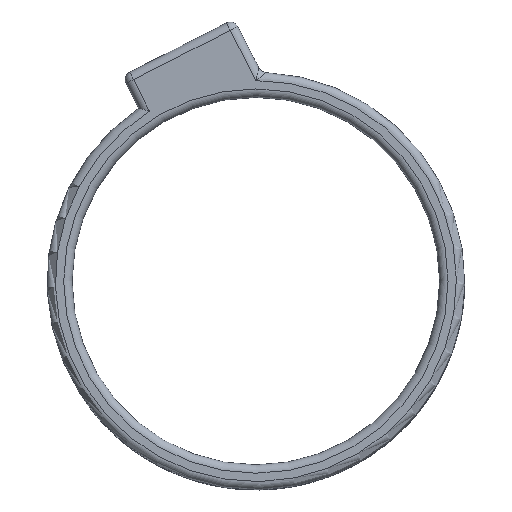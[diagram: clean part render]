
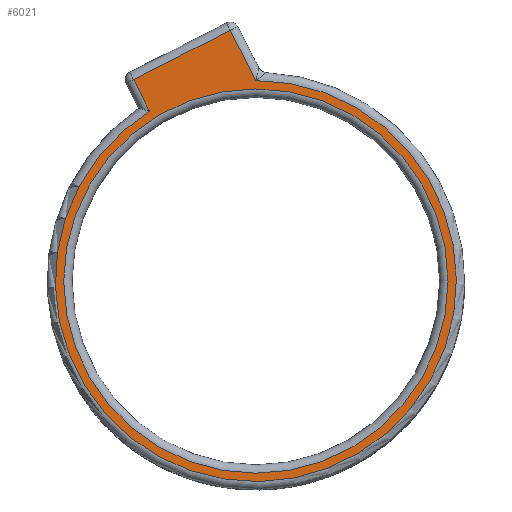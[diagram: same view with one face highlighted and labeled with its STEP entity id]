
A CAD part, top view. The second image highlights one B-rep face of the part: STEP entity #6021.
In plain terms, the highlighted planar face has unit normal (0, 0, 1).
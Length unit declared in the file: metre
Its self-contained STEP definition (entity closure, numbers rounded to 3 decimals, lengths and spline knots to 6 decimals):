
#143=PLANE('',#6502);
#441=CIRCLE('',#6503,0.023);
#442=CIRCLE('',#6504,0.024);
#598=LINE('',#9180,#1024);
#599=LINE('',#9183,#1025);
#600=LINE('',#9185,#1026);
#1024=VECTOR('',#7161,1.);
#1025=VECTOR('',#7162,1.);
#1026=VECTOR('',#7163,1.);
#1671=ORIENTED_EDGE('',*,*,#3561,.T.);
#1672=ORIENTED_EDGE('',*,*,#3562,.T.);
#1673=ORIENTED_EDGE('',*,*,#3563,.T.);
#1674=ORIENTED_EDGE('',*,*,#3564,.T.);
#1675=ORIENTED_EDGE('',*,*,#3565,.T.);
#3561=EDGE_CURVE('',#4506,#4506,#441,.F.);
#3562=EDGE_CURVE('',#4507,#4508,#598,.T.);
#3563=EDGE_CURVE('',#4508,#4509,#599,.T.);
#3564=EDGE_CURVE('',#4509,#4510,#600,.F.);
#3565=EDGE_CURVE('',#4510,#4507,#442,.T.);
#4506=VERTEX_POINT('',#9179);
#4507=VERTEX_POINT('',#9181);
#4508=VERTEX_POINT('',#9182);
#4509=VERTEX_POINT('',#9184);
#4510=VERTEX_POINT('',#9186);
#5183=EDGE_LOOP('',(#1671));
#5184=EDGE_LOOP('',(#1672,#1673,#1674,#1675));
#5578=FACE_BOUND('',#5183,.T.);
#5579=FACE_BOUND('',#5184,.T.);
#6021=ADVANCED_FACE('',(#5578,#5579),#143,.T.);
#6502=AXIS2_PLACEMENT_3D('',#9177,#7157,#7158);
#6503=AXIS2_PLACEMENT_3D('',#9178,#7159,#7160);
#6504=AXIS2_PLACEMENT_3D('',#9187,#7164,#7165);
#7157=DIRECTION('',(0.,0.,1.));
#7158=DIRECTION('',(1.,0.,0.));
#7159=DIRECTION('',(0.,0.,1.));
#7160=DIRECTION('',(1.,0.,0.));
#7161=DIRECTION('',(-0.454,0.891,0.));
#7162=DIRECTION('',(-0.891,-0.454,0.));
#7163=DIRECTION('',(-0.454,0.891,0.));
#7164=DIRECTION('',(0.,0.,1.));
#7165=DIRECTION('',(1.,0.,0.));
#9177=CARTESIAN_POINT('',(0.,0.,0.0035));
#9178=CARTESIAN_POINT('',(0.,0.,0.0035));
#9179=CARTESIAN_POINT('',(0.023,0.,0.0035));
#9180=CARTESIAN_POINT('',(-0.003518,0.030905,0.0035));
#9181=CARTESIAN_POINT('',(0.,0.024,0.0035));
#9182=CARTESIAN_POINT('',(-0.003064,0.030014,0.0035));
#9183=CARTESIAN_POINT('',(-0.015539,0.023658,0.0035));
#9184=CARTESIAN_POINT('',(-0.014648,0.024112,0.0035));
#9185=CARTESIAN_POINT('',(-0.013137,0.021147,0.0035));
#9186=CARTESIAN_POINT('',(-0.012729,0.020347,0.0035));
#9187=CARTESIAN_POINT('',(0.,0.,0.0035));
